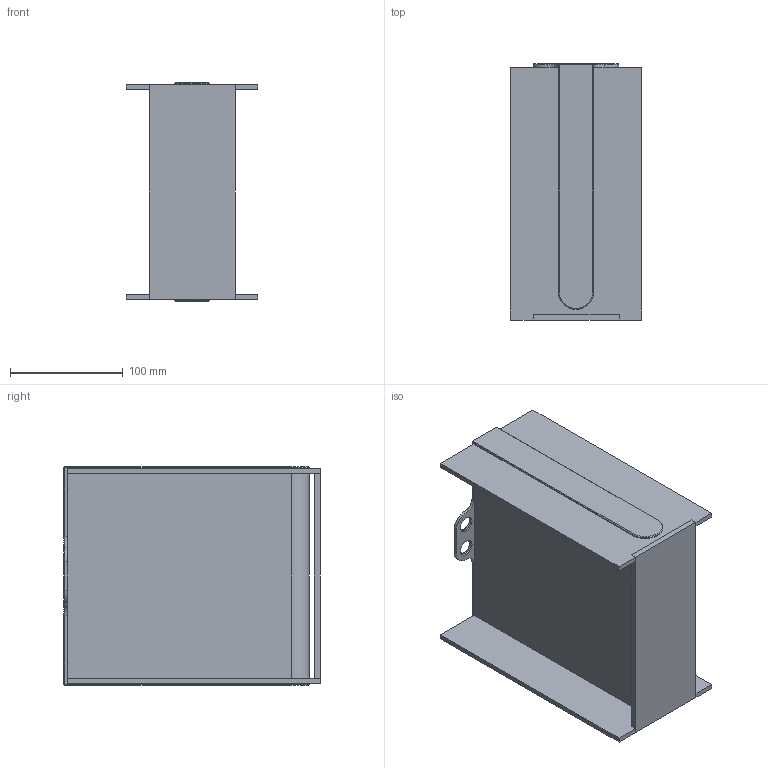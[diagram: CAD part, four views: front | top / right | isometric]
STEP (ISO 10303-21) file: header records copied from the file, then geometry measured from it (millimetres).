
FILE_DESCRIPTION(/* description */ (''),/* implementation_level */ '2;1');
FILE_NAME(/* name */ '3ChamberBoxOpenTube.step',/* time_stamp */ '2024-03-07T11:06:31-07:00',/* author */ (''),/* organization */ (''),/* preprocessor_version */ 'ST-DEVELOPER v20',/* originating_system */ 'Autodesk Translation Framework v12.20.1.177',/* authorisation */ '');
FILE_SCHEMA (('AUTOMOTIVE_DESIGN { 1 0 10303 214 3 1 1 }'));
Length unit declared in the file: inch
Products named in the file (1): 3 Chamber Box Tube V2
Bounding box: 116.2 x 227.46 x 193.7 mm (x, y, z)
Volume: 1550817.2 mm3; surface area: 405251.2 mm2
Topology: 7 solids, 7 shells, 116 faces, 274 edges, 172 vertices
Faces by surface type: plane 79, cylinder 19, cone 18
Full cylindrical faces by diameter (mm): 12.7 x4
Entity records: 3337 total; most frequent: DIRECTION 564, CARTESIAN_POINT 563, ORIENTED_EDGE 548, EDGE_CURVE 274, LINE 218, VECTOR 218, AXIS2_PLACEMENT_3D 173, VERTEX_POINT 172
